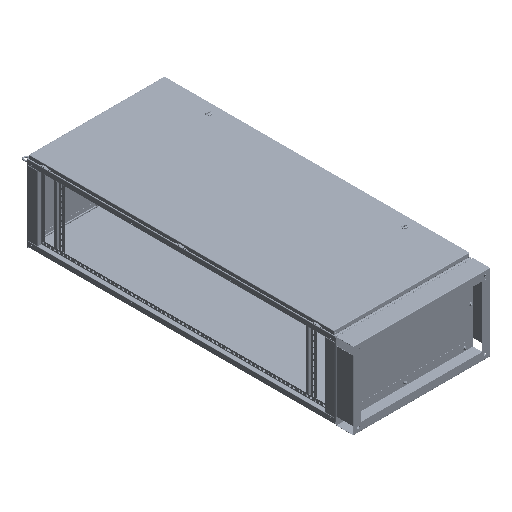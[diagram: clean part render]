
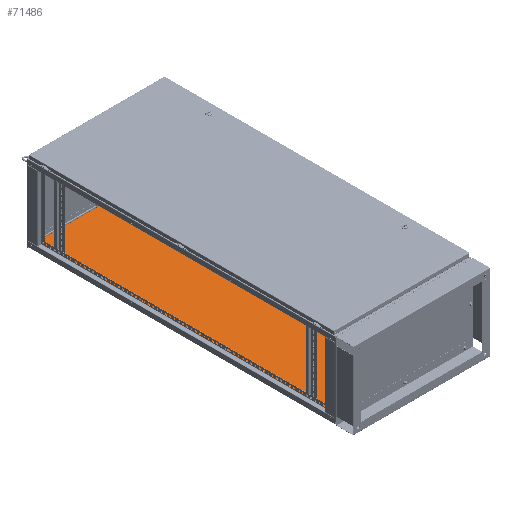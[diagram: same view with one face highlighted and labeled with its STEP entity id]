
A CAD part, isometric view. The second image highlights one B-rep face of the part: STEP entity #71486.
In plain terms, the highlighted face is planar.
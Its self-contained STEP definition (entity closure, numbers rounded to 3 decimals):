
#4883 = EDGE_CURVE ( 'NONE', #48345, #13026, #34863, .T. ) ;
#5176 = VECTOR ( 'NONE', #91571, 1000. ) ;
#5334 = CARTESIAN_POINT ( 'NONE',  ( -798.823, 2., -1. ) ) ;
#8055 = ORIENTED_EDGE ( 'NONE', *, *, #38608, .F. ) ;
#13026 = VERTEX_POINT ( 'NONE', #82302 ) ;
#20385 = FACE_OUTER_BOUND ( 'NONE', #42748, .T. ) ;
#21426 = CARTESIAN_POINT ( 'NONE',  ( -2., 1798., -1. ) ) ;
#27551 = CARTESIAN_POINT ( 'NONE',  ( 0., 0., -1. ) ) ;
#29951 = DIRECTION ( 'NONE',  ( -1., 0., 0. ) ) ;
#34150 = VECTOR ( 'NONE', #29951, 1000. ) ;
#34863 = LINE ( 'NONE', #5334, #52903 ) ;
#35727 = ORIENTED_EDGE ( 'NONE', *, *, #4883, .F. ) ;
#36571 = VERTEX_POINT ( 'NONE', #21426 ) ;
#37075 = CARTESIAN_POINT ( 'NONE',  ( -1.177, 1798., -1. ) ) ;
#37979 = DIRECTION ( 'NONE',  ( 0., 1., 0. ) ) ;
#38608 = EDGE_CURVE ( 'NONE', #36571, #72639, #73290, .T. ) ;
#40097 = EDGE_CURVE ( 'NONE', #13026, #36571, #67045, .T. ) ;
#40108 = LINE ( 'NONE', #40577, #5176 ) ;
#40577 = CARTESIAN_POINT ( 'NONE',  ( -798., 1798.823, -1. ) ) ;
#42748 = EDGE_LOOP ( 'NONE', ( #35727, #85880, #8055, #70485 ) ) ;
#46553 = AXIS2_PLACEMENT_3D ( 'NONE', #27551, #86194, #50392 ) ;
#46674 = CARTESIAN_POINT ( 'NONE',  ( -798., 1798., -1. ) ) ;
#48345 = VERTEX_POINT ( 'NONE', #69150 ) ;
#50392 = DIRECTION ( 'NONE',  ( 1., 0., 0. ) ) ;
#52903 = VECTOR ( 'NONE', #64423, 1000. ) ;
#53679 = CARTESIAN_POINT ( 'NONE',  ( -2., 1.177, -1. ) ) ;
#62840 = PLANE ( 'NONE',  #46553 ) ;
#64423 = DIRECTION ( 'NONE',  ( 1., 0., 0. ) ) ;
#67045 = LINE ( 'NONE', #53679, #90708 ) ;
#69150 = CARTESIAN_POINT ( 'NONE',  ( -798., 2., -1. ) ) ;
#70485 = ORIENTED_EDGE ( 'NONE', *, *, #40097, .F. ) ;
#71003 = EDGE_CURVE ( 'NONE', #72639, #48345, #40108, .T. ) ;
#71486 = ADVANCED_FACE ( 'NONE', ( #20385 ), #62840, .F. ) ;
#72639 = VERTEX_POINT ( 'NONE', #46674 ) ;
#73290 = LINE ( 'NONE', #37075, #34150 ) ;
#82302 = CARTESIAN_POINT ( 'NONE',  ( -2., 2., -1. ) ) ;
#85880 = ORIENTED_EDGE ( 'NONE', *, *, #71003, .F. ) ;
#86194 = DIRECTION ( 'NONE',  ( 0., 0., 1. ) ) ;
#90708 = VECTOR ( 'NONE', #37979, 1000. ) ;
#91571 = DIRECTION ( 'NONE',  ( 0., -1., 0. ) ) ;
